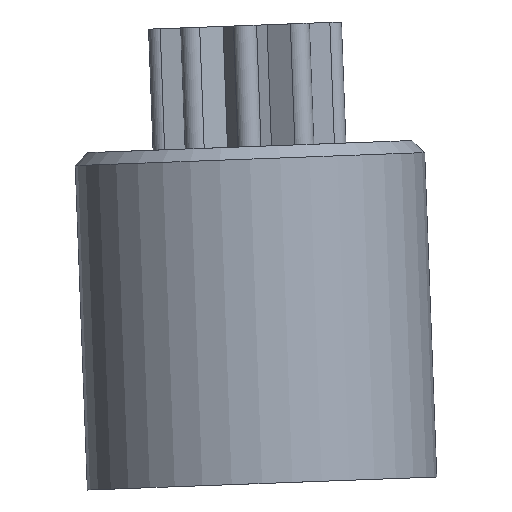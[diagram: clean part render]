
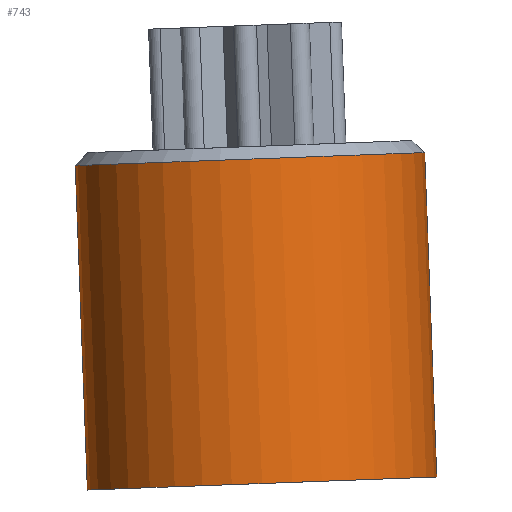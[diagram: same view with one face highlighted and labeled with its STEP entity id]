
A CAD part, front view. The second image highlights one B-rep face of the part: STEP entity #743.
In plain terms, the highlighted cylindrical face has radius 7 mm (diameter 14 mm), a partial arc.
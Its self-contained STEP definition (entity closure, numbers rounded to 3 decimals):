
#23 = AXIS2_PLACEMENT_3D ( 'NONE', #64, #471, #266 ) ;
#64 = CARTESIAN_POINT ( 'NONE',  ( 31.838, 75.91, -83.355 ) ) ;
#65 = VERTEX_POINT ( 'NONE', #468 ) ;
#70 = VERTEX_POINT ( 'NONE', #1261 ) ;
#94 = EDGE_CURVE ( 'NONE', #70, #1113, #515, .T. ) ;
#170 = ORIENTED_EDGE ( 'NONE', *, *, #390, .T. ) ;
#210 = EDGE_LOOP ( 'NONE', ( #490, #435, #170, #973 ) ) ;
#238 = EDGE_CURVE ( 'NONE', #65, #70, #728, .T. ) ;
#241 = CARTESIAN_POINT ( 'NONE',  ( 32.34, 75.91, -96.845 ) ) ;
#260 = VECTOR ( 'NONE', #939, 1000. ) ;
#266 = DIRECTION ( 'NONE',  ( 0.999, 0., 0.037 ) ) ;
#341 = DIRECTION ( 'NONE',  ( -0.996, -0.076, -0.037 ) ) ;
#390 = EDGE_CURVE ( 'NONE', #1113, #716, #1082, .T. ) ;
#421 = CARTESIAN_POINT ( 'NONE',  ( 38.833, 75.91, -83.094 ) ) ;
#435 = ORIENTED_EDGE ( 'NONE', *, *, #94, .T. ) ;
#468 = CARTESIAN_POINT ( 'NONE',  ( 38.852, 75.91, -83.594 ) ) ;
#471 = DIRECTION ( 'NONE',  ( 0.037, 0., -0.999 ) ) ;
#490 = ORIENTED_EDGE ( 'NONE', *, *, #238, .T. ) ;
#494 = DIRECTION ( 'NONE',  ( 0.037, 0., -0.999 ) ) ;
#515 = LINE ( 'NONE', #885, #1084 ) ;
#524 = LINE ( 'NONE', #421, #260 ) ;
#546 = CARTESIAN_POINT ( 'NONE',  ( 39.336, 75.91, -96.585 ) ) ;
#583 = EDGE_CURVE ( 'NONE', #65, #716, #524, .T. ) ;
#633 = CARTESIAN_POINT ( 'NONE',  ( 25.345, 75.91, -97.106 ) ) ;
#696 = CARTESIAN_POINT ( 'NONE',  ( 31.857, 75.91, -83.854 ) ) ;
#716 = VERTEX_POINT ( 'NONE', #546 ) ;
#728 = CIRCLE ( 'NONE', #1034, 7. ) ;
#743 = ADVANCED_FACE ( 'NONE', ( #1040 ), #914, .T. ) ;
#805 = DIRECTION ( 'NONE',  ( -0.999, 0., -0.037 ) ) ;
#885 = CARTESIAN_POINT ( 'NONE',  ( 24.843, 75.91, -83.615 ) ) ;
#914 = CYLINDRICAL_SURFACE ( 'NONE', #23, 7. ) ;
#934 = DIRECTION ( 'NONE',  ( -0.037, 0., 0.999 ) ) ;
#939 = DIRECTION ( 'NONE',  ( 0.037, 0., -0.999 ) ) ;
#973 = ORIENTED_EDGE ( 'NONE', *, *, #583, .F. ) ;
#1034 = AXIS2_PLACEMENT_3D ( 'NONE', #696, #494, #805 ) ;
#1040 = FACE_OUTER_BOUND ( 'NONE', #210, .T. ) ;
#1082 = CIRCLE ( 'NONE', #1211, 7. ) ;
#1084 = VECTOR ( 'NONE', #1159, 1000. ) ;
#1113 = VERTEX_POINT ( 'NONE', #633 ) ;
#1159 = DIRECTION ( 'NONE',  ( 0.037, 0., -0.999 ) ) ;
#1211 = AXIS2_PLACEMENT_3D ( 'NONE', #241, #934, #341 ) ;
#1261 = CARTESIAN_POINT ( 'NONE',  ( 24.861, 75.91, -84.115 ) ) ;
